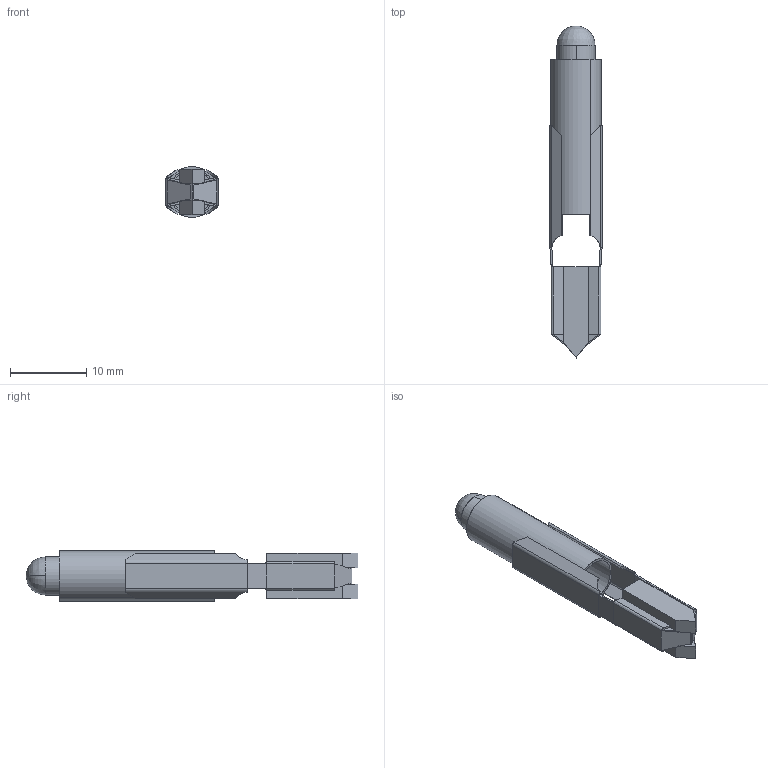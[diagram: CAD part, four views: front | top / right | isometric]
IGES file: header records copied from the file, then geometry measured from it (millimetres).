
Start section: SolidWorks IGES file using analytic representation for surfaces
Global section: file name: 2SB Series.IGS; native system: SolidWorks 2018; preprocessor: SolidWorks 2018; author: cramirez; date: 181010.095821; units: foot
Bounding box: 6.84 x 43.5 x 6.65 mm (x, y, z)
Surface area: 2810.3 mm2 (no closed solid volume)
Topology: 0 solids, 0 shells, 261 faces, 1959 edges, 1957 vertices
Faces by surface type: bspline 208, revolution 53
